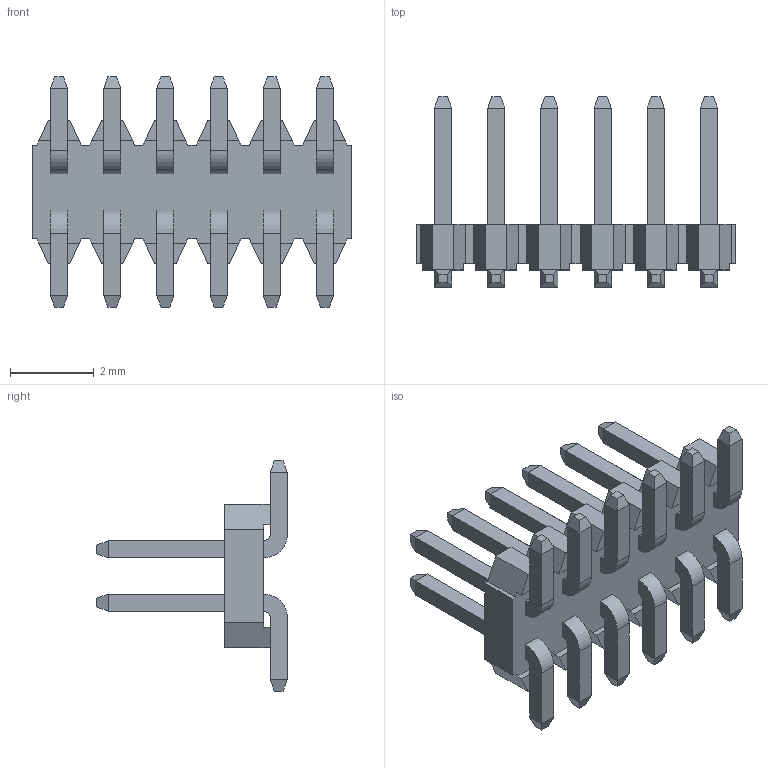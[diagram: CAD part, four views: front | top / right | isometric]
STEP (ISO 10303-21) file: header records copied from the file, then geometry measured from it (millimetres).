
FILE_DESCRIPTION (( 'STEP AP214' ), '1' );
FILE_NAME ('20021121-00012T4LF.STEP', '2023-06-02T13:30:03', ( '' ), ( '' ), 'SwSTEP 2.0', 'SolidWorks 2021', '' );
FILE_SCHEMA (( 'AUTOMOTIVE_DESIGN' ));
Length unit declared in the file: millimetre
Products named in the file (3): 20021121-additional body-goldtin_6; Pin^20021121-additional-goldtin; 20021121-00012T4LF
Assembly tree (7 placements, depth 2):
  20021121-00012T4LF
    20021121-additional body-goldtin_6
    Pin^20021121-additional-goldtin  x6
Bounding box: 7.62 x 4.55 x 5.5 mm (x, y, z)
Volume: 32.4 mm3; surface area: 218.7 mm2
Topology: 25 solids, 25 shells, 390 faces, 924 edges, 584 vertices
Faces by surface type: plane 366, cylinder 24
Entity records: 5473 total; most frequent: CARTESIAN_POINT 948, ORIENTED_EDGE 928, DIRECTION 832, EDGE_CURVE 464, LINE 456, VECTOR 456, VERTEX_POINT 304, EDGE_LOOP 194
